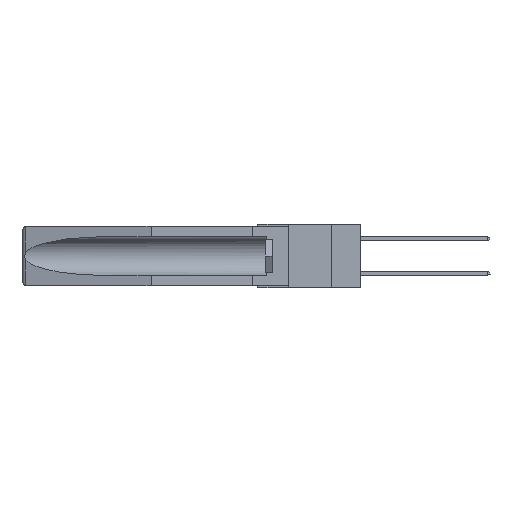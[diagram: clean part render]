
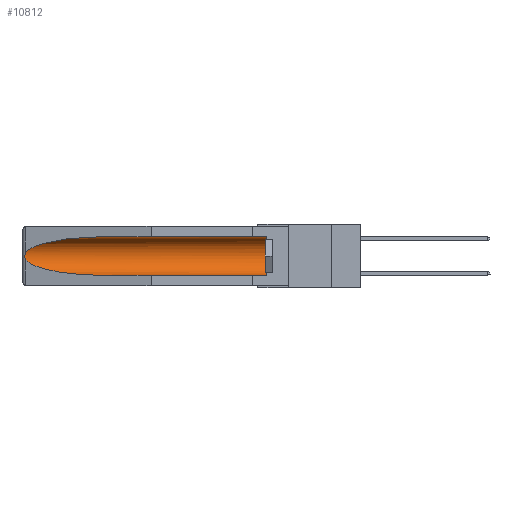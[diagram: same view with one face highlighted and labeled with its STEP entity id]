
A CAD part, left-side view. The second image highlights one B-rep face of the part: STEP entity #10812.
In plain terms, the highlighted cylindrical face has radius 2.857 mm (diameter 5.715 mm), a partial arc.
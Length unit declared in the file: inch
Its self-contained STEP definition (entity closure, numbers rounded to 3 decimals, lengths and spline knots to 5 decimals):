
#194 = VERTEX_POINT ( 'NONE', #8139 ) ;
#203 = EDGE_CURVE ( 'NONE', #17298, #12974, #483, .T. ) ;
#363 = EDGE_CURVE ( 'NONE', #194, #9133, #5892, .T. ) ;
#483 = CIRCLE ( 'NONE', #4922, 0.1125 ) ;
#487 = VECTOR ( 'NONE', #5869, 39.37008 ) ;
#713 = CARTESIAN_POINT ( 'NONE',  ( 0.155, 1.07973, -0.284 ) ) ;
#731 = EDGE_CURVE ( 'NONE', #8255, #194, #15177, .T. ) ;
#1321 = DIRECTION ( 'NONE',  ( 0., 0., 1. ) ) ;
#1620 = DIRECTION ( 'NONE',  ( 0., 0., 1. ) ) ;
#1842 = ORIENTED_EDGE ( 'NONE', *, *, #4104, .F. ) ;
#2148 = LINE ( 'NONE', #19972, #18678 ) ;
#2153 = CARTESIAN_POINT ( 'NONE',  ( 0.155, 1.07973, -0.059 ) ) ;
#3748 = CARTESIAN_POINT ( 'NONE',  ( 0.2673, 1.5327, -0.16383 ) ) ;
#4025 = ORIENTED_EDGE ( 'NONE', *, *, #731, .T. ) ;
#4104 = EDGE_CURVE ( 'NONE', #17298, #5008, #2148, .T. ) ;
#4356 = AXIS2_PLACEMENT_3D ( 'NONE', #13716, #21961, #1620 ) ;
#4422 = ORIENTED_EDGE ( 'NONE', *, *, #363, .T. ) ;
#4718 = DIRECTION ( 'NONE',  ( 0., -1., 0. ) ) ;
#4922 = AXIS2_PLACEMENT_3D ( 'NONE', #20232, #4718, #1321 ) ;
#5008 = VERTEX_POINT ( 'NONE', #15447 ) ;
#5311 = EDGE_CURVE ( 'NONE', #12974, #8255, #15153, .T. ) ;
#5393 = CARTESIAN_POINT ( 'NONE',  ( 0.2673, 1.53269, -0.17917 ) ) ;
#5614 = CARTESIAN_POINT ( 'NONE',  ( 0.26597, 1.5296, -0.19026 ) ) ;
#5869 = DIRECTION ( 'NONE',  ( 0., 1., 0. ) ) ;
#5892 = B_SPLINE_CURVE_WITH_KNOTS ( 'NONE', 3,
 ( #17594, #14012, #13941, #3748, #7108, #10658, #5393, #19173, #5614, #17522 ),
 .UNSPECIFIED., .F., .F.,
 ( 4, 2, 2, 2, 4 ),
 ( 0., 0.00029, 0.00058, 0.00087, 0.00117 ),
 .UNSPECIFIED. ) ;
#7108 = CARTESIAN_POINT ( 'NONE',  ( 0.2675, 1.53308, -0.16763 ) ) ;
#7477 = CARTESIAN_POINT ( 'NONE',  ( 0.21114, 1.30732, -0.284 ) ) ;
#8139 = CARTESIAN_POINT ( 'NONE',  ( 0.26537, 1.52718, -0.14972 ) ) ;
#8255 = VERTEX_POINT ( 'NONE', #13598 ) ;
#8782 = EDGE_CURVE ( 'NONE', #9133, #5008, #19128, .T. ) ;
#9133 = VERTEX_POINT ( 'NONE', #16153 ) ;
#9164 = ORIENTED_EDGE ( 'NONE', *, *, #8782, .T. ) ;
#9922 = EDGE_LOOP ( 'NONE', ( #4025, #4422, #9164, #1842, #14601, #13555 ) ) ;
#10658 = CARTESIAN_POINT ( 'NONE',  ( 0.2675, 1.53308, -0.17534 ) ) ;
#10812 = ADVANCED_FACE ( 'NONE', ( #17827 ), #12460, .F. ) ;
#10877 = CARTESIAN_POINT ( 'NONE',  ( 0.25451, 1.48313, -0.24835 ) ) ;
#12460 = CYLINDRICAL_SURFACE ( 'NONE', #4356, 0.1125 ) ;
#12974 = VERTEX_POINT ( 'NONE', #15625 ) ;
#13555 = ORIENTED_EDGE ( 'NONE', *, *, #5311, .T. ) ;
#13598 = CARTESIAN_POINT ( 'NONE',  ( 0.155, 1.07973, -0.059 ) ) ;
#13716 = CARTESIAN_POINT ( 'NONE',  ( 0.155, -0.30754, -0.1715 ) ) ;
#13941 = CARTESIAN_POINT ( 'NONE',  ( 0.26654, 1.53092, -0.15636 ) ) ;
#13961 = CARTESIAN_POINT ( 'NONE',  ( 0.155, -0.30754, -0.059 ) ) ;
#14012 = CARTESIAN_POINT ( 'NONE',  ( 0.26597, 1.52961, -0.15275 ) ) ;
#14126 = CARTESIAN_POINT ( 'NONE',  ( 0.26537, 1.52718, -0.14972 ) ) ;
#14273 = CARTESIAN_POINT ( 'NONE',  ( 0.25451, 1.48313, -0.09465 ) ) ;
#14601 = ORIENTED_EDGE ( 'NONE', *, *, #203, .T. ) ;
#15153 = LINE ( 'NONE', #13961, #487 ) ;
#15177 =( BOUNDED_CURVE ( )  B_SPLINE_CURVE ( 3, ( #2153, #17627, #14273, #14126 ),
 .UNSPECIFIED., .F., .F. ) 
 B_SPLINE_CURVE_WITH_KNOTS ( ( 4, 4 ),
 ( 4.71239, 6.08839 ),
 .UNSPECIFIED. ) 
 CURVE ( )  GEOMETRIC_REPRESENTATION_ITEM ( )  RATIONAL_B_SPLINE_CURVE ( ( 1., 0.848, 0.848, 1. ) ) 
 REPRESENTATION_ITEM ( '' )  );
#15447 = CARTESIAN_POINT ( 'NONE',  ( 0.155, 1.07973, -0.284 ) ) ;
#15625 = CARTESIAN_POINT ( 'NONE',  ( 0.155, 0.126, -0.059 ) ) ;
#16153 = CARTESIAN_POINT ( 'NONE',  ( 0.26537, 1.52718, -0.19328 ) ) ;
#17298 = VERTEX_POINT ( 'NONE', #20777 ) ;
#17522 = CARTESIAN_POINT ( 'NONE',  ( 0.26537, 1.52718, -0.19328 ) ) ;
#17594 = CARTESIAN_POINT ( 'NONE',  ( 0.26537, 1.52718, -0.14972 ) ) ;
#17627 = CARTESIAN_POINT ( 'NONE',  ( 0.21114, 1.30732, -0.059 ) ) ;
#17675 = CARTESIAN_POINT ( 'NONE',  ( 0.26537, 1.52718, -0.19328 ) ) ;
#17827 = FACE_OUTER_BOUND ( 'NONE', #9922, .T. ) ;
#18129 = DIRECTION ( 'NONE',  ( 0., 1., 0. ) ) ;
#18678 = VECTOR ( 'NONE', #18129, 39.37008 ) ;
#19128 =( BOUNDED_CURVE ( )  B_SPLINE_CURVE ( 3, ( #17675, #10877, #7477, #713 ),
 .UNSPECIFIED., .F., .F. ) 
 B_SPLINE_CURVE_WITH_KNOTS ( ( 4, 4 ),
 ( 0.1948, 1.5708 ),
 .UNSPECIFIED. ) 
 CURVE ( )  GEOMETRIC_REPRESENTATION_ITEM ( )  RATIONAL_B_SPLINE_CURVE ( ( 1., 0.848, 0.848, 1. ) ) 
 REPRESENTATION_ITEM ( '' )  );
#19173 = CARTESIAN_POINT ( 'NONE',  ( 0.26655, 1.53094, -0.18657 ) ) ;
#19972 = CARTESIAN_POINT ( 'NONE',  ( 0.155, -0.30754, -0.284 ) ) ;
#20232 = CARTESIAN_POINT ( 'NONE',  ( 0.155, 0.126, -0.1715 ) ) ;
#20777 = CARTESIAN_POINT ( 'NONE',  ( 0.155, 0.126, -0.284 ) ) ;
#21961 = DIRECTION ( 'NONE',  ( 0., 1., 0. ) ) ;
